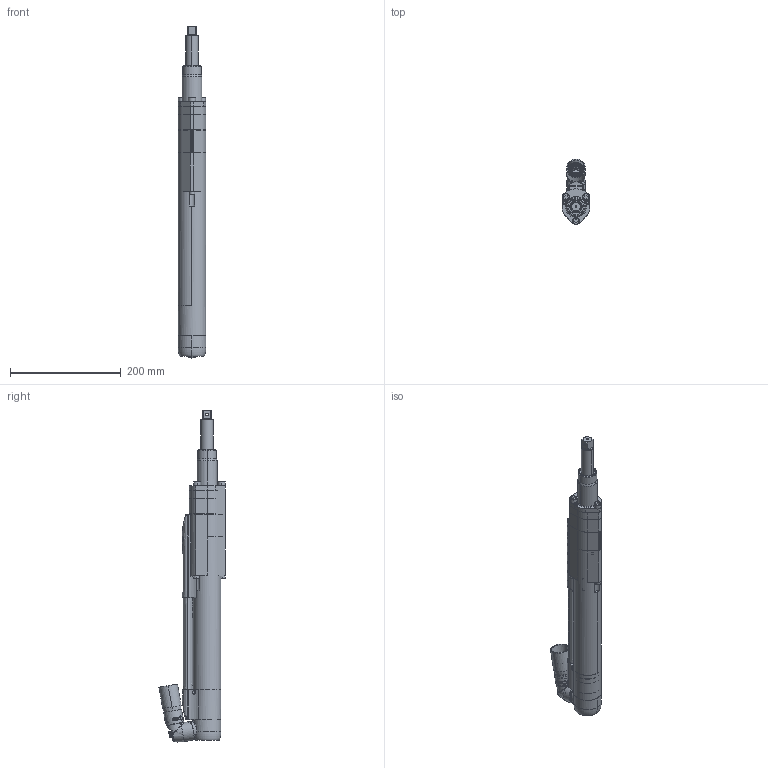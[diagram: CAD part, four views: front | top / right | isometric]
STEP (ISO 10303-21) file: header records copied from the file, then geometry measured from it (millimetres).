
FILE_DESCRIPTION((''),'2;1');
FILE_NAME('K_8435408396_ASM','2013-03-28T',('tooextcsr'),(''),'PRO/ENGINEER BY PARAMETRIC TECHNOLOGY CORPORATION, 2012420','PRO/ENGINEER BY PARAMETRIC TECHNOLOGY CORPORATION, 2012420','');
FILE_SCHEMA(('CONFIG_CONTROL_DESIGN','GEOMETRIC_VALIDATION_PROPERTIES_MIM'));
Products named in the file (7): QST50_REARCOVER_00; QST50_CONNECTOR_01; QST50_150_CT_BODY_50; QST50_SPACER_00; QST50_FRONT_50_187; QST50_SOCKETHOLDER_137_16; K_8435408396_ASM
Assembly tree (6 placements, depth 2):
  K_8435408396_ASM
    QST50_REARCOVER_00
    QST50_CONNECTOR_01
    QST50_150_CT_BODY_50
    QST50_SPACER_00
    QST50_FRONT_50_187
    QST50_SOCKETHOLDER_137_16
Bounding box: 50 x 119.49 x 600.67 mm (x, y, z)
Volume: 679857.1 mm3; surface area: 305254.8 mm2
Topology: 7 solids, 50 shells, 3516 faces, 9829 edges, 6395 vertices
Faces by surface type: plane 1296, cylinder 1112, torus 426, cone 411, bspline 249, extrusion 12, revolution 6, sphere 4
Entity records: 153329 total; most frequent: CARTESIAN_POINT 39655, ORIENTED_EDGE 19514, DIRECTION 17686, EDGE_CURVE 9801, AXIS2_PLACEMENT_3D 6824, VERTEX_POINT 6395, VECTOR 4032, LINE 4020
